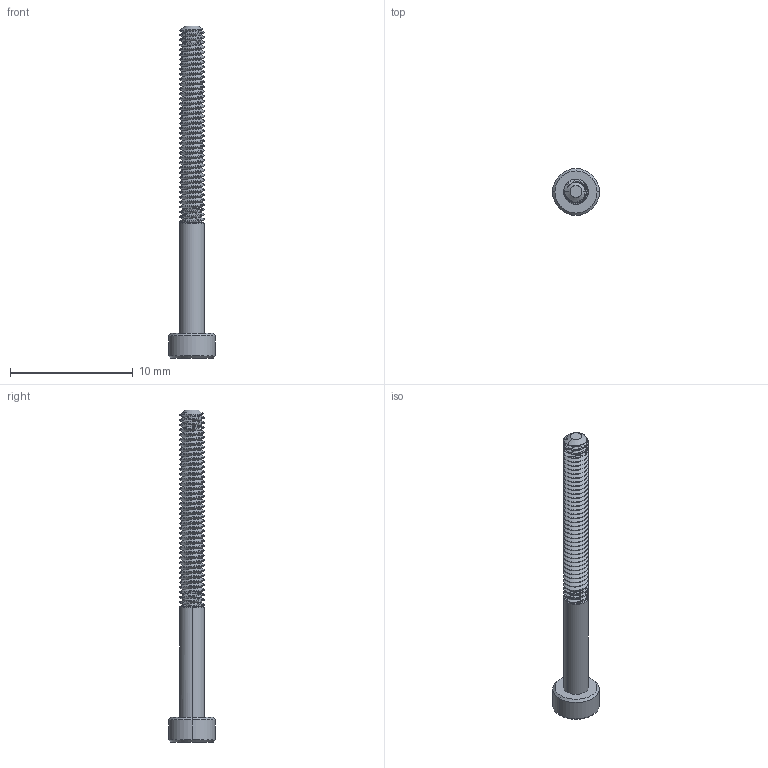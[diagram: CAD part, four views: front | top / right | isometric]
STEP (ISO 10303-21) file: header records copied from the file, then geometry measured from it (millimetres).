
FILE_DESCRIPTION (( 'STEP AP203' ), '1' );
FILE_NAME ('M2 x 0.4mm Thread 25mm LONG SOCKET HEAD CAP SCREW.STEP', '2017-05-12T22:33:42', ( '' ), ( '' ), 'SwSTEP 2.0', 'SolidWorks 2014', '' );
FILE_SCHEMA (( 'CONFIG_CONTROL_DESIGN' ));
Length unit declared in the file: millimetre
Products named in the file (1): M2 x 0.4mm Thread 25mm LONG SOCKET HEAD CAP SCREW
Bounding box: 3.8 x 3.8 x 27 mm (x, y, z)
Volume: 86.5 mm3; surface area: 256.9 mm2
Topology: 1 solids, 1 shells, 191 faces, 543 edges, 356 vertices
Faces by surface type: cylinder 162, cone 16, plane 11, bspline 2
Entity records: 10913 total; most frequent: CARTESIAN_POINT 6838, ORIENTED_EDGE 1086, DIRECTION 618, EDGE_CURVE 543, VERTEX_POINT 356, AXIS2_PLACEMENT_3D 218, EDGE_LOOP 193, FACE_OUTER_BOUND 191
